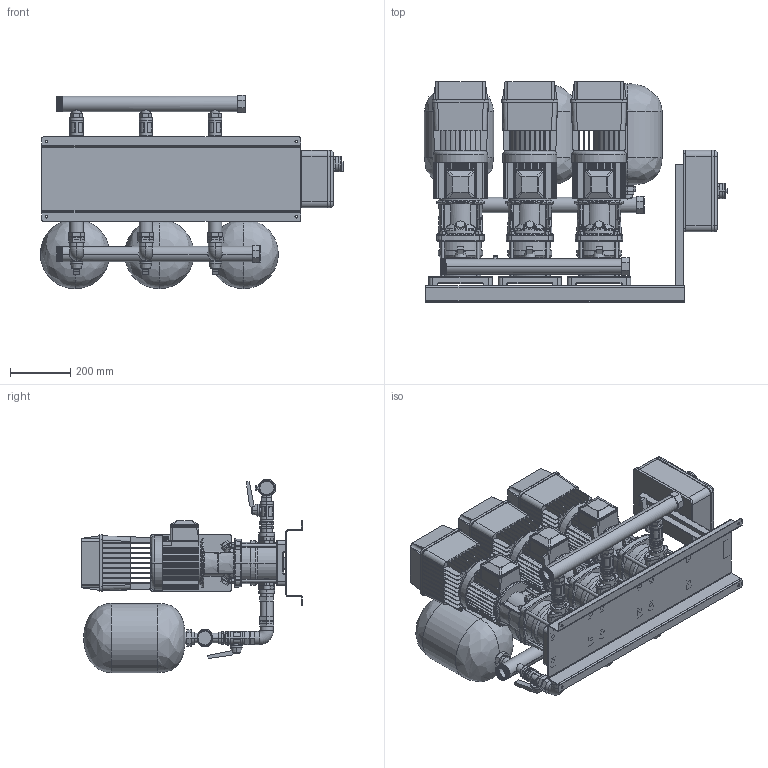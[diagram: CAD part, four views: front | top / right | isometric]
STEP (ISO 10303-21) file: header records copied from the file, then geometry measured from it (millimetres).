
FILE_DESCRIPTION (( 'STEP AP214' ), '1' );
FILE_NAME ('3SBI_5-8_TE_ZB00050649.STEP', '2022-02-04T07:58:29', ( '' ), ( '' ), 'SwSTEP 2.0', 'SolidWorks 2020', '' );
FILE_SCHEMA (( 'AUTOMOTIVE_DESIGN' ));
Length unit declared in the file: mil
Products named in the file (1): 3SBI_5-8_TE_ZB00050649
Bounding box: 1007 x 732 x 641.93 mm (x, y, z)
Volume: 83174943 mm3; surface area: 5800266.2 mm2
Topology: 71 solids, 72 shells, 4643 faces, 12032 edges, 7609 vertices
Faces by surface type: plane 2121, cylinder 1529, bspline 552, torus 252, cone 136, sphere 53
Entity records: 202703 total; most frequent: CARTESIAN_POINT 92439, ORIENTED_EDGE 23850, DIRECTION 21165, EDGE_CURVE 11925, VERTEX_POINT 7600, AXIS2_PLACEMENT_3D 7434, LINE 6297, VECTOR 6297
